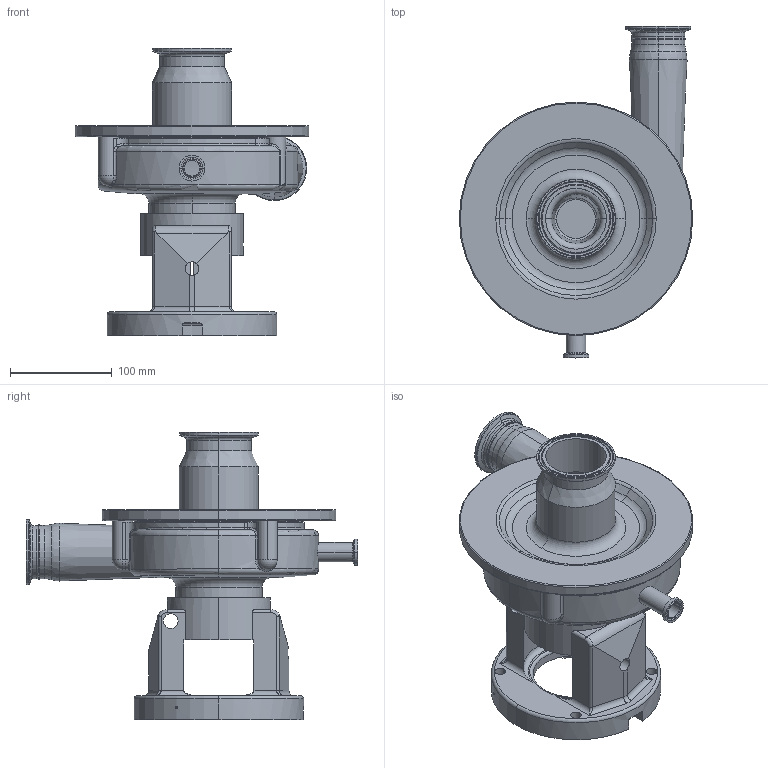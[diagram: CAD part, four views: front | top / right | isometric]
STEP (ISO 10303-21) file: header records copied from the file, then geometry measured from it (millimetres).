
FILE_DESCRIPTION (( 'STEP AP214' ), '1' );
FILE_NAME ('FPX 3521-3522 140TC VERTICAL 3-4 IN STRAIGHT DRAIN.STEP', '2022-12-19T16:56:09', ( '' ), ( '' ), 'SwSTEP 2.0', 'SolidWorks 2021', '' );
FILE_SCHEMA (( 'AUTOMOTIVE_DESIGN' ));
Length unit declared in the file: millimetre
Products named in the file (2): FPX 352 140TC VERTICAL 3-4 IN STRAIGHT DRAIN^1275000087.STEP; FPX 3521-3522 140TC VERTICAL 3-4 IN STRAIGHT DRAIN
Assembly tree (1 placements, depth 2):
  FPX 3521-3522 140TC VERTICAL 3-4 IN STRAIGHT DRAIN
    FPX 352 140TC VERTICAL 3-4 IN STRAIGHT DRAIN^1275000087.STEP
Bounding box: 230 x 327 x 283 mm (x, y, z)
Volume: 2215070.6 mm3; surface area: 422032.3 mm2
Topology: 1 solids, 1 shells, 485 faces, 1192 edges, 701 vertices
Faces by surface type: cylinder 182, torus 115, plane 77, bspline 61, cone 39, sphere 11
Entity records: 24519 total; most frequent: CARTESIAN_POINT 13357, DIRECTION 2403, ORIENTED_EDGE 2348, EDGE_CURVE 1174, AXIS2_PLACEMENT_3D 1029, VERTEX_POINT 700, CIRCLE 601, EDGE_LOOP 526
